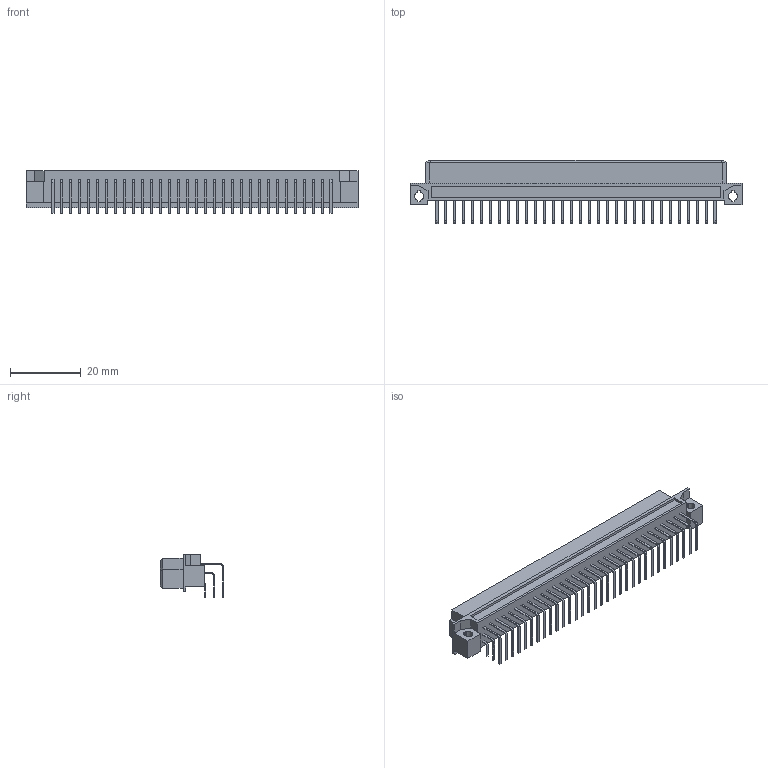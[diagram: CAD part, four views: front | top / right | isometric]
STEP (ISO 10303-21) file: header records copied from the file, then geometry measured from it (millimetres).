
FILE_DESCRIPTION((''),'2;1');
FILE_NAME('86093968813755V1LF_CORRECTED','2010-01-20T',('rkesavan'),('FCI - CDC Division'),'PRO/ENGINEER BY PARAMETRIC TECHNOLOGY CORPORATION, 2008010','PRO/ENGINEER BY PARAMETRIC TECHNOLOGY CORPORATION, 2008010','');
FILE_SCHEMA(('CONFIG_CONTROL_DESIGN'));
Length unit declared in the file: millimetre
Products named in the file (1): 86093968813755V1LF_CORRECTED
Bounding box: 94 x 17.84 x 12.12 mm (x, y, z)
Volume: 8543.5 mm3; surface area: 6164 mm2
Topology: 1 solids, 1 shells, 1402 faces, 3610 edges, 2404 vertices
Faces by surface type: plane 1206, cylinder 196
Entity records: 42128 total; most frequent: CARTESIAN_POINT 7416, ORIENTED_EDGE 7220, DIRECTION 6806, EDGE_CURVE 3610, VECTOR 3218, LINE 3218, VERTEX_POINT 2404, AXIS2_PLACEMENT_3D 1794
